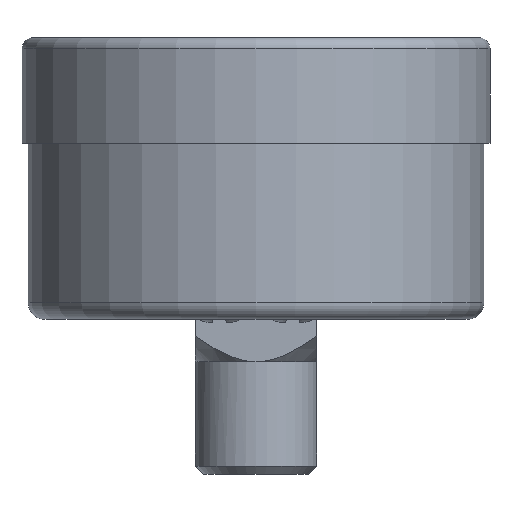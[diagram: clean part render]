
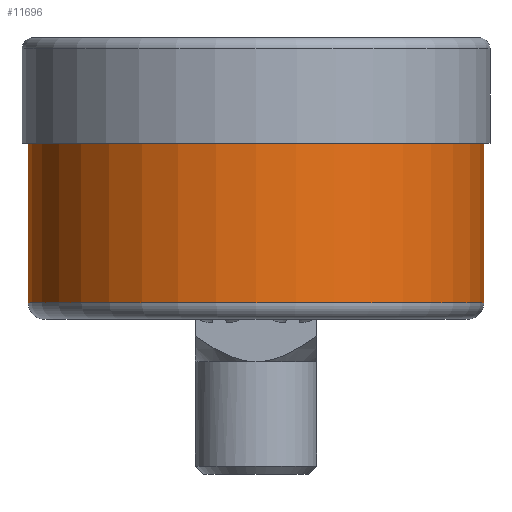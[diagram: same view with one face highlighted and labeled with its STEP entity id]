
A CAD part, front view. The second image highlights one B-rep face of the part: STEP entity #11696.
In plain terms, the highlighted cylindrical face has radius 20.536 mm (diameter 41.072 mm), a full revolution.
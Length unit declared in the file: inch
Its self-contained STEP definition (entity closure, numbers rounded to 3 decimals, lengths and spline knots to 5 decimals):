
#36 = EDGE_CURVE ( 'NONE', #5261, #5261, #9353, .T. ) ;
#448 = DIRECTION ( 'NONE',  ( 1., 0., 0. ) ) ;
#2949 = CARTESIAN_POINT ( 'NONE',  ( 0.8085, 0., -0.94 ) ) ;
#3037 = CARTESIAN_POINT ( 'NONE',  ( 0.8085, 0., -0.375 ) ) ;
#3358 = ORIENTED_EDGE ( 'NONE', *, *, #16213, .T. ) ;
#4334 = ORIENTED_EDGE ( 'NONE', *, *, #36, .T. ) ;
#4732 = CARTESIAN_POINT ( 'NONE',  ( 0., 0., -0.94 ) ) ;
#5196 = CYLINDRICAL_SURFACE ( 'NONE', #8398, 0.8085 ) ;
#5261 = VERTEX_POINT ( 'NONE', #2949 ) ;
#8138 = CARTESIAN_POINT ( 'NONE',  ( 0., 0., -1. ) ) ;
#8398 = AXIS2_PLACEMENT_3D ( 'NONE', #8138, #13399, #448 ) ;
#8771 = DIRECTION ( 'NONE',  ( 1., 0., 0. ) ) ;
#9004 = FACE_OUTER_BOUND ( 'NONE', #14136, .T. ) ;
#9150 = DIRECTION ( 'NONE',  ( 1., 0., 0. ) ) ;
#9245 = DIRECTION ( 'NONE',  ( 0., 0., -1. ) ) ;
#9353 = CIRCLE ( 'NONE', #13190, 0.8085 ) ;
#10082 = DIRECTION ( 'NONE',  ( 0., 0., 1. ) ) ;
#11578 = AXIS2_PLACEMENT_3D ( 'NONE', #15784, #9245, #9150 ) ;
#11696 = ADVANCED_FACE ( 'NONE', ( #13307, #9004 ), #5196, .T. ) ;
#12607 = EDGE_LOOP ( 'NONE', ( #4334 ) ) ;
#13190 = AXIS2_PLACEMENT_3D ( 'NONE', #4732, #10082, #8771 ) ;
#13307 = FACE_OUTER_BOUND ( 'NONE', #12607, .T. ) ;
#13399 = DIRECTION ( 'NONE',  ( 0., 0., 1. ) ) ;
#14136 = EDGE_LOOP ( 'NONE', ( #3358 ) ) ;
#15018 = VERTEX_POINT ( 'NONE', #3037 ) ;
#15784 = CARTESIAN_POINT ( 'NONE',  ( 0., 0., -0.375 ) ) ;
#16213 = EDGE_CURVE ( 'NONE', #15018, #15018, #16521, .T. ) ;
#16521 = CIRCLE ( 'NONE', #11578, 0.8085 ) ;
